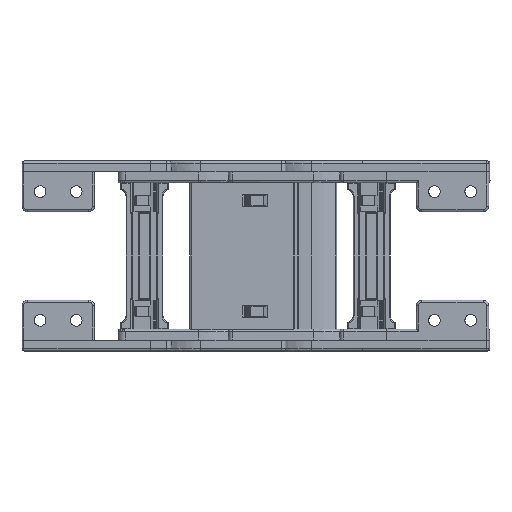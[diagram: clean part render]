
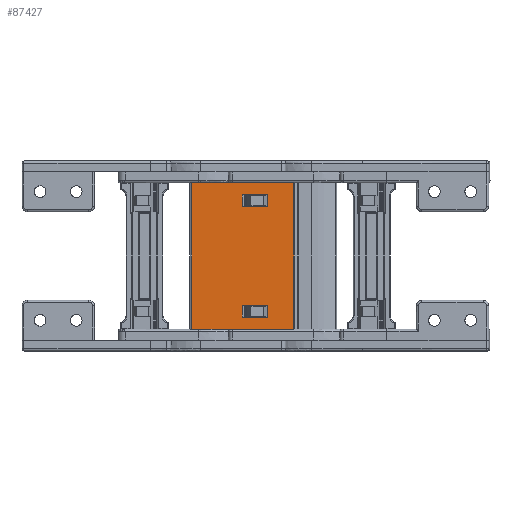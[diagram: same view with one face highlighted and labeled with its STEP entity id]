
A CAD part, front view. The second image highlights one B-rep face of the part: STEP entity #87427.
In plain terms, the highlighted planar face has unit normal (0, -1, 0).
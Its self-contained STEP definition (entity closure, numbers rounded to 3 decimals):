
#47 = VERTEX_POINT ( 'NONE', #34491 ) ;
#288 = PLANE ( 'NONE',  #9457 ) ;
#1679 = VERTEX_POINT ( 'NONE', #74677 ) ;
#2022 = CARTESIAN_POINT ( 'NONE',  ( -63.484, 143.854, 66.447 ) ) ;
#3352 = VECTOR ( 'NONE', #93031, 1000. ) ;
#3521 = FACE_BOUND ( 'NONE', #39894, .T. ) ;
#4383 = CARTESIAN_POINT ( 'NONE',  ( -49.264, 143.854, -1.503 ) ) ;
#6029 = CARTESIAN_POINT ( 'NONE',  ( -49.264, 143.854, 79.497 ) ) ;
#9457 = AXIS2_PLACEMENT_3D ( 'NONE', #89509, #30463, #30780 ) ;
#9487 = EDGE_LOOP ( 'NONE', ( #87669, #69322, #35342, #74946 ) ) ;
#9542 = CARTESIAN_POINT ( 'NONE',  ( -77.484, 143.854, 11.547 ) ) ;
#11369 = VECTOR ( 'NONE', #50646, 1000. ) ;
#12681 = EDGE_CURVE ( 'NONE', #15580, #87088, #65243, .T. ) ;
#13641 = LINE ( 'NONE', #36206, #11369 ) ;
#14010 = VECTOR ( 'NONE', #63015, 1000. ) ;
#14175 = ORIENTED_EDGE ( 'NONE', *, *, #19796, .F. ) ;
#14200 = VERTEX_POINT ( 'NONE', #53136 ) ;
#14420 = ORIENTED_EDGE ( 'NONE', *, *, #63933, .F. ) ;
#14791 = CARTESIAN_POINT ( 'NONE',  ( -49.264, 143.854, 161.117 ) ) ;
#15580 = VERTEX_POINT ( 'NONE', #6029 ) ;
#15800 = LINE ( 'NONE', #2022, #55914 ) ;
#17060 = EDGE_CURVE ( 'NONE', #15580, #67822, #46261, .T. ) ;
#18819 = LINE ( 'NONE', #50580, #86550 ) ;
#19796 = EDGE_CURVE ( 'NONE', #69172, #21688, #21741, .T. ) ;
#20396 = EDGE_CURVE ( 'NONE', #32533, #14200, #36579, .T. ) ;
#21688 = VERTEX_POINT ( 'NONE', #82257 ) ;
#21741 = LINE ( 'NONE', #86580, #34370 ) ;
#21754 = EDGE_CURVE ( 'NONE', #14200, #1679, #15800, .T. ) ;
#22445 = ORIENTED_EDGE ( 'NONE', *, *, #17060, .T. ) ;
#23532 = DIRECTION ( 'NONE',  ( 0., 0., -1. ) ) ;
#24238 = LINE ( 'NONE', #26135, #14010 ) ;
#26055 = EDGE_CURVE ( 'NONE', #67822, #58904, #47313, .T. ) ;
#26135 = CARTESIAN_POINT ( 'NONE',  ( -77.484, 143.854, 66.447 ) ) ;
#27038 = DIRECTION ( 'NONE',  ( 0., 0., -1. ) ) ;
#28074 = VECTOR ( 'NONE', #68911, 1000. ) ;
#29236 = DIRECTION ( 'NONE',  ( 1., 0., 0. ) ) ;
#30463 = DIRECTION ( 'NONE',  ( 0., 1., 0. ) ) ;
#30780 = DIRECTION ( 'NONE',  ( 0., 0., -1. ) ) ;
#30819 = VECTOR ( 'NONE', #74746, 1000. ) ;
#31356 = VECTOR ( 'NONE', #44016, 1000. ) ;
#31451 = CARTESIAN_POINT ( 'NONE',  ( -77.484, 143.854, 72.747 ) ) ;
#31941 = ORIENTED_EDGE ( 'NONE', *, *, #26055, .T. ) ;
#32533 = VERTEX_POINT ( 'NONE', #31451 ) ;
#33099 = VECTOR ( 'NONE', #29236, 1000. ) ;
#33439 = LINE ( 'NONE', #9542, #93172 ) ;
#34370 = VECTOR ( 'NONE', #57728, 1000. ) ;
#34491 = CARTESIAN_POINT ( 'NONE',  ( -77.484, 143.854, 66.447 ) ) ;
#35342 = ORIENTED_EDGE ( 'NONE', *, *, #20396, .T. ) ;
#36206 = CARTESIAN_POINT ( 'NONE',  ( -80.484, 143.854, -1.503 ) ) ;
#36579 = LINE ( 'NONE', #65812, #33099 ) ;
#36886 = EDGE_LOOP ( 'NONE', ( #31941, #94091, #47021, #22445 ) ) ;
#38788 = CARTESIAN_POINT ( 'NONE',  ( -63.484, 143.854, 11.547 ) ) ;
#39894 = EDGE_LOOP ( 'NONE', ( #14175, #14420, #47168, #82490 ) ) ;
#39961 = EDGE_CURVE ( 'NONE', #47, #32533, #18819, .T. ) ;
#40890 = VERTEX_POINT ( 'NONE', #52275 ) ;
#41363 = CARTESIAN_POINT ( 'NONE',  ( -77.484, 143.854, 5.247 ) ) ;
#43511 = DIRECTION ( 'NONE',  ( 0., 0., 1. ) ) ;
#44016 = DIRECTION ( 'NONE',  ( -1., 0., 0. ) ) ;
#44848 = FACE_BOUND ( 'NONE', #9487, .T. ) ;
#46261 = LINE ( 'NONE', #65849, #31356 ) ;
#47021 = ORIENTED_EDGE ( 'NONE', *, *, #12681, .F. ) ;
#47168 = ORIENTED_EDGE ( 'NONE', *, *, #70174, .F. ) ;
#47313 = LINE ( 'NONE', #55272, #77235 ) ;
#50580 = CARTESIAN_POINT ( 'NONE',  ( -77.484, 143.854, 66.447 ) ) ;
#50646 = DIRECTION ( 'NONE',  ( -1., 0., 0. ) ) ;
#52275 = CARTESIAN_POINT ( 'NONE',  ( -77.484, 143.854, 5.247 ) ) ;
#53136 = CARTESIAN_POINT ( 'NONE',  ( -63.484, 143.854, 72.747 ) ) ;
#55272 = CARTESIAN_POINT ( 'NONE',  ( -105.464, 143.854, 161.117 ) ) ;
#55914 = VECTOR ( 'NONE', #23532, 1000. ) ;
#57501 = CARTESIAN_POINT ( 'NONE',  ( -105.464, 143.854, -1.503 ) ) ;
#57728 = DIRECTION ( 'NONE',  ( -1., 0., 0. ) ) ;
#58904 = VERTEX_POINT ( 'NONE', #57501 ) ;
#63015 = DIRECTION ( 'NONE',  ( -1., 0., 0. ) ) ;
#63933 = EDGE_CURVE ( 'NONE', #70408, #69172, #77403, .T. ) ;
#65243 = LINE ( 'NONE', #14791, #30819 ) ;
#65812 = CARTESIAN_POINT ( 'NONE',  ( -77.484, 143.854, 72.747 ) ) ;
#65849 = CARTESIAN_POINT ( 'NONE',  ( -80.484, 143.854, 79.497 ) ) ;
#67087 = EDGE_CURVE ( 'NONE', #21688, #40890, #33439, .T. ) ;
#67628 = EDGE_CURVE ( 'NONE', #1679, #47, #24238, .T. ) ;
#67822 = VERTEX_POINT ( 'NONE', #92843 ) ;
#68911 = DIRECTION ( 'NONE',  ( 0., 0., 1. ) ) ;
#69172 = VERTEX_POINT ( 'NONE', #38788 ) ;
#69322 = ORIENTED_EDGE ( 'NONE', *, *, #39961, .T. ) ;
#69903 = LINE ( 'NONE', #41363, #3352 ) ;
#70174 = EDGE_CURVE ( 'NONE', #40890, #70408, #69903, .T. ) ;
#70215 = EDGE_CURVE ( 'NONE', #87088, #58904, #13641, .T. ) ;
#70408 = VERTEX_POINT ( 'NONE', #80797 ) ;
#74677 = CARTESIAN_POINT ( 'NONE',  ( -63.484, 143.854, 66.447 ) ) ;
#74746 = DIRECTION ( 'NONE',  ( 0., 0., -1. ) ) ;
#74946 = ORIENTED_EDGE ( 'NONE', *, *, #21754, .T. ) ;
#75307 = DIRECTION ( 'NONE',  ( 0., 0., -1. ) ) ;
#77218 = CARTESIAN_POINT ( 'NONE',  ( -63.484, 143.854, 11.547 ) ) ;
#77235 = VECTOR ( 'NONE', #27038, 1000. ) ;
#77403 = LINE ( 'NONE', #77218, #28074 ) ;
#80797 = CARTESIAN_POINT ( 'NONE',  ( -63.484, 143.854, 5.247 ) ) ;
#82257 = CARTESIAN_POINT ( 'NONE',  ( -77.484, 143.854, 11.547 ) ) ;
#82490 = ORIENTED_EDGE ( 'NONE', *, *, #67087, .F. ) ;
#86550 = VECTOR ( 'NONE', #43511, 1000. ) ;
#86580 = CARTESIAN_POINT ( 'NONE',  ( -77.484, 143.854, 11.547 ) ) ;
#87088 = VERTEX_POINT ( 'NONE', #4383 ) ;
#87427 = ADVANCED_FACE ( 'NONE', ( #44848, #91922, #3521 ), #288, .F. ) ;
#87669 = ORIENTED_EDGE ( 'NONE', *, *, #67628, .T. ) ;
#89509 = CARTESIAN_POINT ( 'NONE',  ( -80.484, 143.854, 79.497 ) ) ;
#91922 = FACE_OUTER_BOUND ( 'NONE', #36886, .T. ) ;
#92843 = CARTESIAN_POINT ( 'NONE',  ( -105.464, 143.854, 79.497 ) ) ;
#93031 = DIRECTION ( 'NONE',  ( 1., 0., 0. ) ) ;
#93172 = VECTOR ( 'NONE', #75307, 1000. ) ;
#94091 = ORIENTED_EDGE ( 'NONE', *, *, #70215, .F. ) ;
